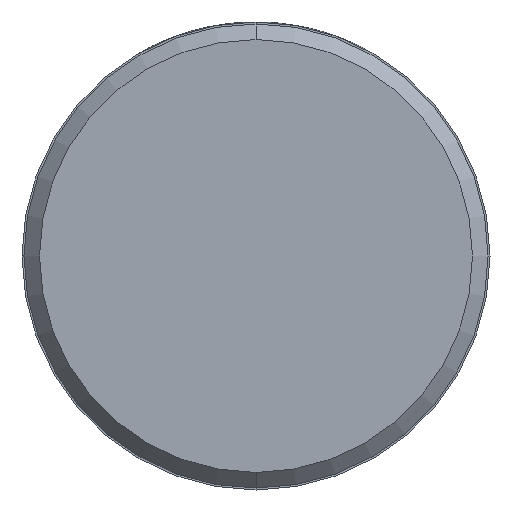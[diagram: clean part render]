
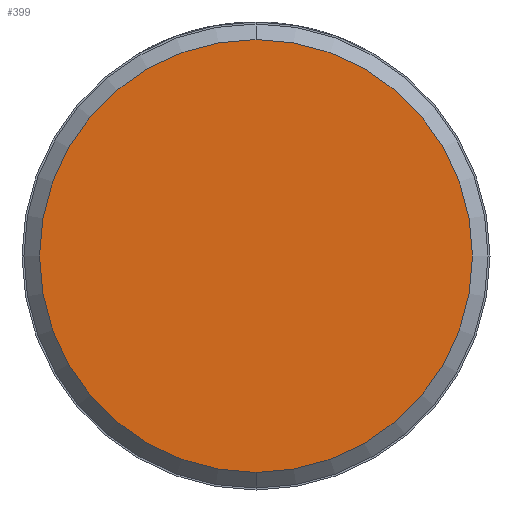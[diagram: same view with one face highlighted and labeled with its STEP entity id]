
A CAD part, front view. The second image highlights one B-rep face of the part: STEP entity #399.
In plain terms, the highlighted planar face has unit normal (0, -1, 0).
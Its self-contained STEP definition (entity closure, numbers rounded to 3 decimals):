
#1 = AXIS2_PLACEMENT_3D ( 'NONE', #2431, #1265, #1531 ) ;
#264 = EDGE_LOOP ( 'NONE', ( #1398, #2362 ) ) ;
#399 = ADVANCED_FACE ( 'NONE', ( #1729 ), #1885, .F. ) ;
#1265 = DIRECTION ( 'NONE',  ( 0., -1., 0. ) ) ;
#1398 = ORIENTED_EDGE ( 'NONE', *, *, #2936, .T. ) ;
#1420 = DIRECTION ( 'NONE',  ( 0., 0., 1. ) ) ;
#1504 = CIRCLE ( 'NONE', #2913, 27.75 ) ;
#1531 = DIRECTION ( 'NONE',  ( 0., 0., 1. ) ) ;
#1729 = FACE_OUTER_BOUND ( 'NONE', #264, .T. ) ;
#1815 = CIRCLE ( 'NONE', #1, 27.75 ) ;
#1819 = EDGE_CURVE ( 'NONE', #2544, #2514, #1815, .T. ) ;
#1844 = CARTESIAN_POINT ( 'NONE',  ( 0., 0., 27.75 ) ) ;
#1862 = DIRECTION ( 'NONE',  ( 0., 0., 1. ) ) ;
#1885 = PLANE ( 'NONE',  #2644 ) ;
#2314 = DIRECTION ( 'NONE',  ( 0., -1., 0. ) ) ;
#2362 = ORIENTED_EDGE ( 'NONE', *, *, #1819, .T. ) ;
#2431 = CARTESIAN_POINT ( 'NONE',  ( 0., 0., 0. ) ) ;
#2514 = VERTEX_POINT ( 'NONE', #1844 ) ;
#2544 = VERTEX_POINT ( 'NONE', #2830 ) ;
#2571 = CARTESIAN_POINT ( 'NONE',  ( 0., 0., 0. ) ) ;
#2644 = AXIS2_PLACEMENT_3D ( 'NONE', #2571, #2829, #1420 ) ;
#2807 = CARTESIAN_POINT ( 'NONE',  ( 0., 0., 0. ) ) ;
#2829 = DIRECTION ( 'NONE',  ( 0., 1., 0. ) ) ;
#2830 = CARTESIAN_POINT ( 'NONE',  ( 0., 0., -27.75 ) ) ;
#2913 = AXIS2_PLACEMENT_3D ( 'NONE', #2807, #2314, #1862 ) ;
#2936 = EDGE_CURVE ( 'NONE', #2514, #2544, #1504, .T. ) ;
